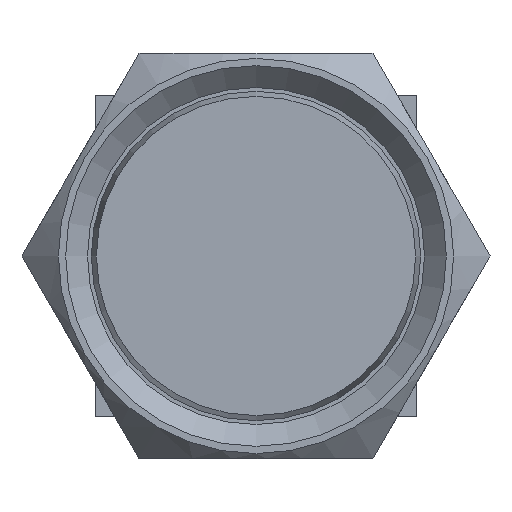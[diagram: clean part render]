
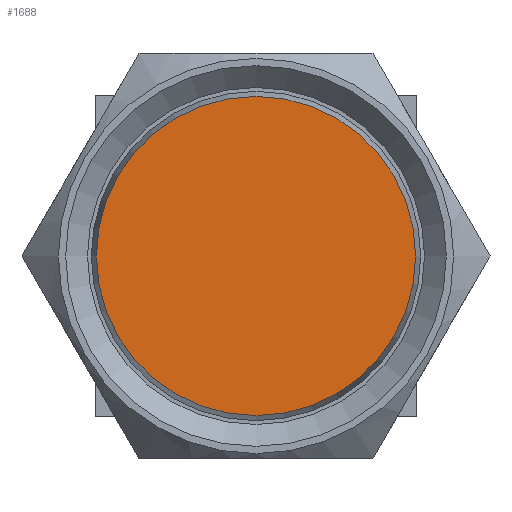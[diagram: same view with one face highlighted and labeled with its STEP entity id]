
A CAD part, left-side view. The second image highlights one B-rep face of the part: STEP entity #1688.
In plain terms, the highlighted face is planar.
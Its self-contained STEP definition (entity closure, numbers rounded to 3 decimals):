
#93=PLANE('',#1823);
#162=FACE_OUTER_BOUND('',#268,.T.);
#268=EDGE_LOOP('',(#1292));
#359=CIRCLE('',#1822,3.15);
#745=VERTEX_POINT('',#4330);
#944=EDGE_CURVE('',#745,#745,#359,.F.);
#1292=ORIENTED_EDGE('',*,*,#944,.T.);
#1688=ADVANCED_FACE('',(#162),#93,.T.);
#1822=AXIS2_PLACEMENT_3D('',#4332,#2059,#2060);
#1823=AXIS2_PLACEMENT_3D('',#4333,#2061,#2062);
#2059=DIRECTION('center_axis',(-1.,0.,0.));
#2060=DIRECTION('ref_axis',(0.,0.,1.));
#2061=DIRECTION('center_axis',(1.,0.,0.));
#2062=DIRECTION('ref_axis',(0.,0.,-1.));
#4330=CARTESIAN_POINT('',(6.5,0.,-3.15));
#4332=CARTESIAN_POINT('Origin',(6.5,0.,0.));
#4333=CARTESIAN_POINT('Origin',(6.5,0.,0.));
